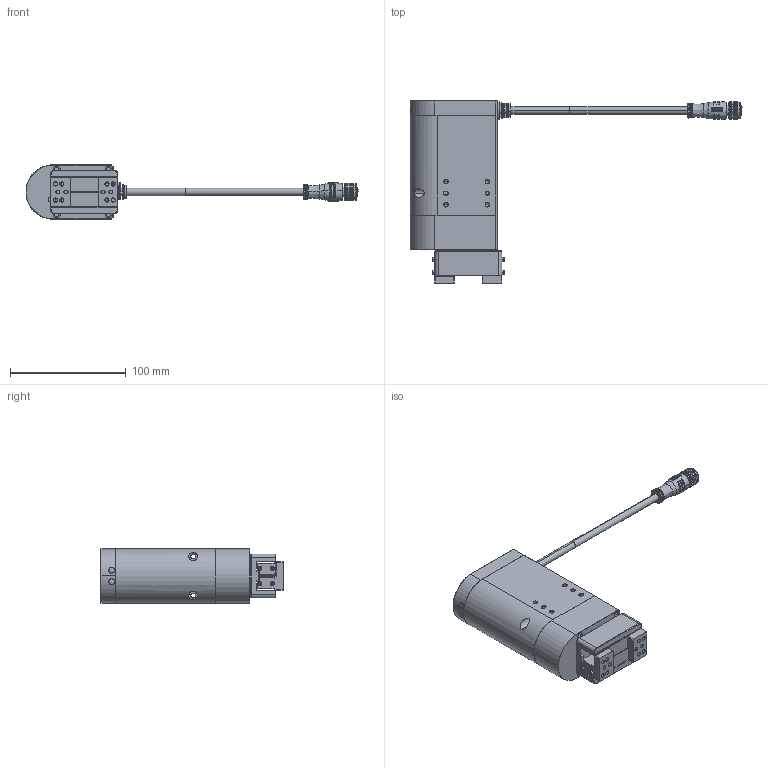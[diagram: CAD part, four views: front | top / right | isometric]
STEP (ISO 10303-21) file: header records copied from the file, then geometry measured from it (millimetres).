
FILE_DESCRIPTION (( 'STEP AP214' ), '1' );
FILE_NAME ('RGI100-22适配标准指尖简易模型.STEP', '2022-06-21T09:25:58', ( '' ), ( '' ), 'SwSTEP 2.0', 'SolidWorks 2020', '' );
FILE_SCHEMA (( 'AUTOMOTIVE_DESIGN' ));
Length unit declared in the file: millimetre
Products named in the file (5): M12滅阨厙帣V2; RGI100-22适配标准指尖简易模型; RGI100-bodyS; RGI100-22_Fingerpart; RGI100-22_U倛盓殤
Assembly tree (5 placements, depth 2):
  RGI100-22适配标准指尖简易模型
    RGI100-22_U倛盓殤
    RGI100-22_Fingerpart  x2
    RGI100-bodyS
    M12滅阨厙帣V2
Bounding box: 287.4 x 158 x 47 mm (x, y, z)
Volume: 466844.4 mm3; surface area: 67280.2 mm2
Topology: 4 solids, 21 shells, 1512 faces, 3748 edges, 2356 vertices
Faces by surface type: plane 665, cylinder 346, bspline 243, cone 210, torus 46, sphere 2
Full cylindrical faces by diameter (mm): 11.1 x3
Entity records: 63052 total; most frequent: CARTESIAN_POINT 26019, ORIENTED_EDGE 6410, DIRECTION 5228, EDGE_CURVE 3209, VERTEX_POINT 2052, AXIS2_PLACEMENT_3D 1904, EDGE_LOOP 1453, VECTOR 1420
